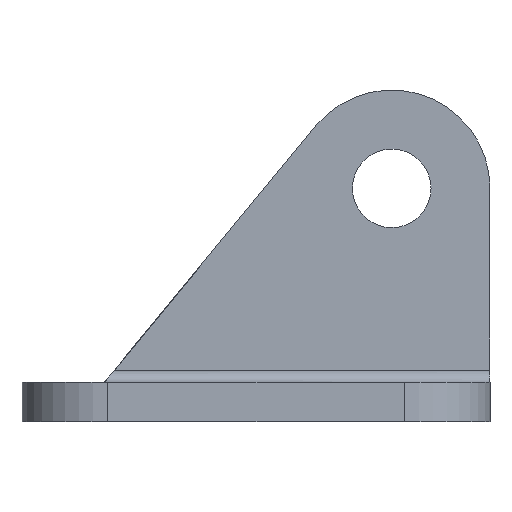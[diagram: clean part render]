
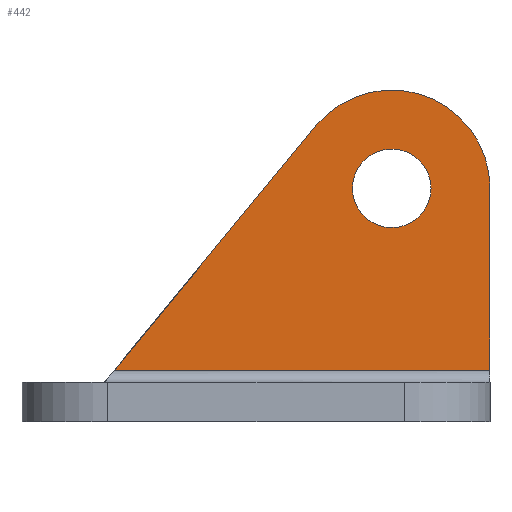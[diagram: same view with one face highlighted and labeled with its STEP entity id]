
A CAD part, left-side view. The second image highlights one B-rep face of the part: STEP entity #442.
In plain terms, the highlighted planar face has unit normal (-1, 0, 0).
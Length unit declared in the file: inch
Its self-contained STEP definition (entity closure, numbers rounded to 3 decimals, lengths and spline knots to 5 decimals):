
#300=EDGE_CURVE('',#810,#825,#826,.T.);
#436=EDGE_CURVE('',#1033,#1034,#1035,.T.);
#442=ADVANCED_FACE('',(#1042,#1043),#1044,.T.);
#488=EDGE_CURVE('',#1110,#1111,#1112,.T.);
#553=EDGE_CURVE('',#1199,#1094,#1200,.T.);
#557=EDGE_CURVE('',#1094,#810,#1204,.T.);
#572=EDGE_CURVE('',#825,#1199,#1223,.T.);
#623=EDGE_CURVE('',#1111,#1034,#1286,.T.);
#701=EDGE_CURVE('',#1110,#1033,#1379,.T.);
#810=VERTEX_POINT('',#1506);
#825=VERTEX_POINT('',#1528);
#826=CIRCLE('',#1529,0.31496);
#1033=VERTEX_POINT('',#1800);
#1034=VERTEX_POINT('',#1801);
#1035=CIRCLE('',#1802,0.12598);
#1042=FACE_OUTER_BOUND('',#1811,.T.);
#1043=FACE_BOUND('',#1812,.T.);
#1044=PLANE('',#1813);
#1094=VERTEX_POINT('',#1884);
#1110=VERTEX_POINT('',#1906);
#1111=VERTEX_POINT('',#1907);
#1112=CIRCLE('',#1908,0.12598);
#1199=VERTEX_POINT('',#2029);
#1200=LINE('',#2030,#2031);
#1204=LINE('',#2037,#2038);
#1223=LINE('',#2066,#2067);
#1286=CIRCLE('',#2160,0.12598);
#1379=CIRCLE('',#2296,0.12598);
#1506=CARTESIAN_POINT('',(-0.27559,0.55794,0.94844));
#1528=CARTESIAN_POINT('',(-0.27559,0.,0.74803));
#1529=AXIS2_PLACEMENT_3D('',#2403,#2404,#2405);
#1800=CARTESIAN_POINT('',(-0.27559,0.31496,0.87402));
#1801=CARTESIAN_POINT('',(-0.27559,0.18898,0.74803));
#1802=AXIS2_PLACEMENT_3D('',#2699,#2700,#2701);
#1811=EDGE_LOOP('',(#2713,#2714,#2715,#2716));
#1812=EDGE_LOOP('',(#2717,#2718,#2719,#2720));
#1813=AXIS2_PLACEMENT_3D('',#2721,#2722,#2723);
#1884=CARTESIAN_POINT('',(-0.27559,1.20383,0.16535));
#1906=CARTESIAN_POINT('',(-0.27559,0.44094,0.74803));
#1907=CARTESIAN_POINT('',(-0.27559,0.31496,0.62205));
#1908=AXIS2_PLACEMENT_3D('',#2801,#2802,#2803);
#2029=CARTESIAN_POINT('',(-0.27559,0.,0.16535));
#2030=CARTESIAN_POINT('',(-0.27559,0.,0.16535));
#2031=VECTOR('',#2940,1.0);
#2037=CARTESIAN_POINT('',(-0.27559,1.20383,0.16535));
#2038=VECTOR('',#2944,1.0);
#2066=CARTESIAN_POINT('',(-0.27559,0.,0.74803));
#2067=VECTOR('',#2966,1.0);
#2160=AXIS2_PLACEMENT_3D('',#3046,#3047,#3048);
#2296=AXIS2_PLACEMENT_3D('',#3204,#3205,#3206);
#2403=CARTESIAN_POINT('',(-0.27559,0.31496,0.74803));
#2404=DIRECTION('',(1.0,0.,0.));
#2405=DIRECTION('',(0.,0.771,0.636));
#2699=CARTESIAN_POINT('',(-0.27559,0.31496,0.74803));
#2700=DIRECTION('',(1.0,0.,0.));
#2701=DIRECTION('',(0.,1.0,0.));
#2713=ORIENTED_EDGE('',*,*,#572,.F.);
#2714=ORIENTED_EDGE('',*,*,#300,.F.);
#2715=ORIENTED_EDGE('',*,*,#557,.F.);
#2716=ORIENTED_EDGE('',*,*,#553,.F.);
#2717=ORIENTED_EDGE('',*,*,#488,.F.);
#2718=ORIENTED_EDGE('',*,*,#701,.T.);
#2719=ORIENTED_EDGE('',*,*,#436,.T.);
#2720=ORIENTED_EDGE('',*,*,#623,.F.);
#2721=CARTESIAN_POINT('',(-0.27559,0.,1.06838));
#2722=DIRECTION('',(-1.0,0.,0.));
#2723=DIRECTION('',(0.,1.0,0.0));
#2801=CARTESIAN_POINT('',(-0.27559,0.31496,0.74803));
#2802=DIRECTION('',(-1.0,0.,0.));
#2803=DIRECTION('',(0.,1.0,0.));
#2940=DIRECTION('',(0.0,1.0,0.0));
#2944=DIRECTION('',(0.0,-0.636,0.771));
#2966=DIRECTION('',(0.,0.,-1.0));
#3046=CARTESIAN_POINT('',(-0.27559,0.31496,0.74803));
#3047=DIRECTION('',(-1.0,0.,0.));
#3048=DIRECTION('',(0.,1.0,0.));
#3204=CARTESIAN_POINT('',(-0.27559,0.31496,0.74803));
#3205=DIRECTION('',(1.0,0.,0.));
#3206=DIRECTION('',(0.,1.0,0.));
